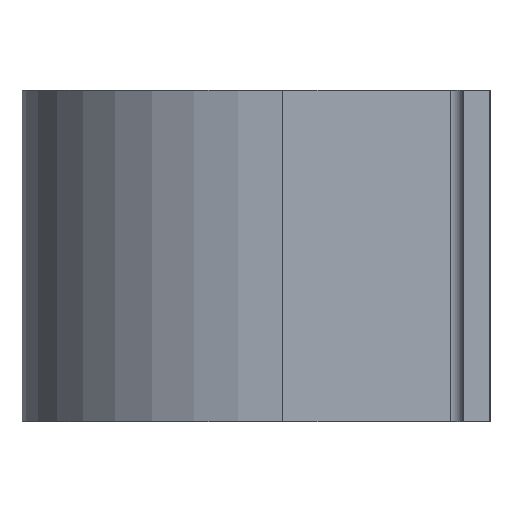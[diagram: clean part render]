
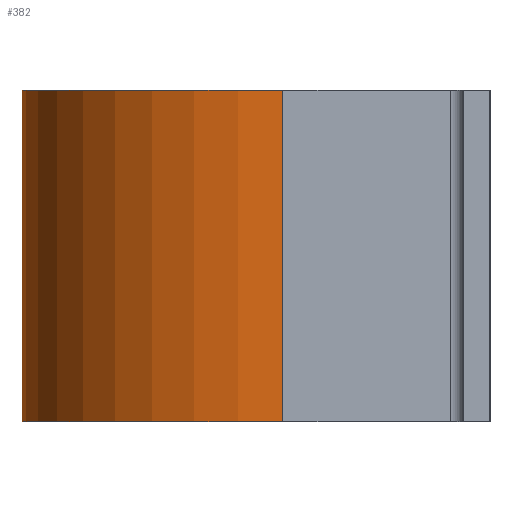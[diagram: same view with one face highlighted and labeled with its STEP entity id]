
A CAD part, left-side view. The second image highlights one B-rep face of the part: STEP entity #382.
In plain terms, the highlighted cylindrical face has radius 15.011 mm (diameter 30.023 mm), a partial arc.
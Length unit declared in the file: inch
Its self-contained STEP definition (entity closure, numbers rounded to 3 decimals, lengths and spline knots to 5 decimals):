
#8 = CARTESIAN_POINT ( 'NONE',  ( 2.09, 0.469, -0.375 ) ) ;
#21 = CARTESIAN_POINT ( 'NONE',  ( 0.908, 0.469, 0.375 ) ) ;
#50 = EDGE_CURVE ( 'NONE', #499, #509, #399, .T. ) ;
#76 = DIRECTION ( 'NONE',  ( 0., 0., -1. ) ) ;
#108 = EDGE_CURVE ( 'NONE', #509, #265, #358, .T. ) ;
#112 = CARTESIAN_POINT ( 'NONE',  ( 2.09, 0.469, 0.375 ) ) ;
#126 = DIRECTION ( 'NONE',  ( 0., 0., -1. ) ) ;
#128 = CARTESIAN_POINT ( 'NONE',  ( 1.499, 0.469, 0.375 ) ) ;
#159 = VECTOR ( 'NONE', #76, 39.37008 ) ;
#172 = CIRCLE ( 'NONE', #552, 0.591 ) ;
#193 = EDGE_LOOP ( 'NONE', ( #433, #400, #392, #431 ) ) ;
#197 = LINE ( 'NONE', #211, #159 ) ;
#200 = DIRECTION ( 'NONE',  ( 0., 0., -1. ) ) ;
#202 = CYLINDRICAL_SURFACE ( 'NONE', #314, 0.591 ) ;
#211 = CARTESIAN_POINT ( 'NONE',  ( 0.908, 0.469, 0.375 ) ) ;
#219 = DIRECTION ( 'NONE',  ( 0., 0., -1. ) ) ;
#224 = CARTESIAN_POINT ( 'NONE',  ( 2.09, 0.469, 0.375 ) ) ;
#227 = DIRECTION ( 'NONE',  ( 1., 0., 0. ) ) ;
#248 = VERTEX_POINT ( 'NONE', #281 ) ;
#263 = EDGE_CURVE ( 'NONE', #499, #248, #197, .T. ) ;
#265 = VERTEX_POINT ( 'NONE', #8 ) ;
#281 = CARTESIAN_POINT ( 'NONE',  ( 0.908, 0.469, -0.375 ) ) ;
#289 = EDGE_CURVE ( 'NONE', #248, #265, #172, .T. ) ;
#291 = DIRECTION ( 'NONE',  ( -1., 0., 0. ) ) ;
#314 = AXIS2_PLACEMENT_3D ( 'NONE', #128, #219, #291 ) ;
#318 = AXIS2_PLACEMENT_3D ( 'NONE', #541, #337, #227 ) ;
#336 = VECTOR ( 'NONE', #200, 39.37008 ) ;
#337 = DIRECTION ( 'NONE',  ( 0., 0., -1. ) ) ;
#358 = LINE ( 'NONE', #112, #336 ) ;
#367 = CARTESIAN_POINT ( 'NONE',  ( 1.499, 0.469, -0.375 ) ) ;
#382 = ADVANCED_FACE ( 'NONE', ( #462 ), #202, .T. ) ;
#392 = ORIENTED_EDGE ( 'NONE', *, *, #50, .T. ) ;
#399 = CIRCLE ( 'NONE', #318, 0.591 ) ;
#400 = ORIENTED_EDGE ( 'NONE', *, *, #263, .F. ) ;
#413 = DIRECTION ( 'NONE',  ( 1., 0., 0. ) ) ;
#431 = ORIENTED_EDGE ( 'NONE', *, *, #108, .T. ) ;
#433 = ORIENTED_EDGE ( 'NONE', *, *, #289, .F. ) ;
#462 = FACE_OUTER_BOUND ( 'NONE', #193, .T. ) ;
#499 = VERTEX_POINT ( 'NONE', #21 ) ;
#509 = VERTEX_POINT ( 'NONE', #224 ) ;
#541 = CARTESIAN_POINT ( 'NONE',  ( 1.499, 0.469, 0.375 ) ) ;
#552 = AXIS2_PLACEMENT_3D ( 'NONE', #367, #126, #413 ) ;
